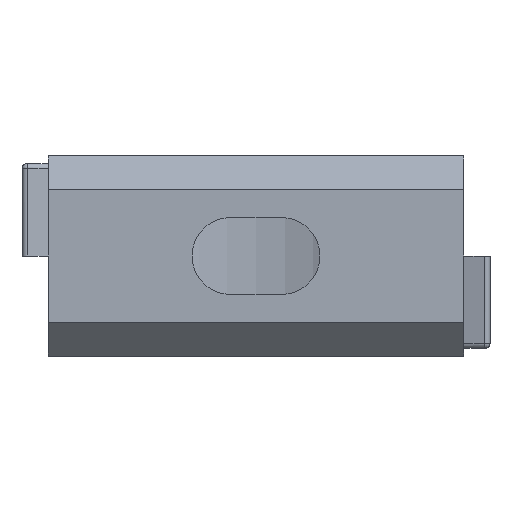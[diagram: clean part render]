
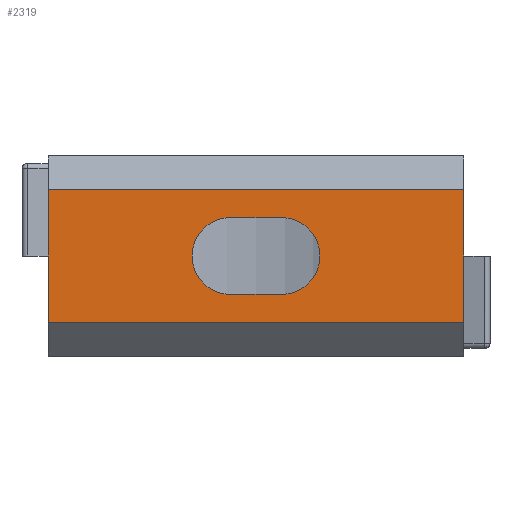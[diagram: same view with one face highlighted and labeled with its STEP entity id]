
A CAD part, front view. The second image highlights one B-rep face of the part: STEP entity #2319.
In plain terms, the highlighted planar face has unit normal (0, -1, 0).
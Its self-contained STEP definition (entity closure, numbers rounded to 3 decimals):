
#36 = CARTESIAN_POINT ( 'NONE',  ( 13.5, 0., 4.3 ) ) ;
#40 = EDGE_LOOP ( 'NONE', ( #2329, #2289, #2372, #2470 ) ) ;
#128 = EDGE_CURVE ( 'NONE', #2526, #3265, #2821, .T. ) ;
#228 = VERTEX_POINT ( 'NONE', #1683 ) ;
#235 = DIRECTION ( 'NONE',  ( 0., 0., 1. ) ) ;
#239 = VERTEX_POINT ( 'NONE', #3814 ) ;
#426 = VECTOR ( 'NONE', #3899, 1000. ) ;
#517 = VECTOR ( 'NONE', #3822, 1000. ) ;
#557 = EDGE_CURVE ( 'NONE', #2357, #1722, #1346, .T. ) ;
#647 = ORIENTED_EDGE ( 'NONE', *, *, #815, .F. ) ;
#675 = LINE ( 'NONE', #1127, #2983 ) ;
#767 = FACE_BOUND ( 'NONE', #40, .T. ) ;
#815 = EDGE_CURVE ( 'NONE', #2357, #239, #1423, .T. ) ;
#847 = VECTOR ( 'NONE', #1812, 1000. ) ;
#1049 = EDGE_CURVE ( 'NONE', #3265, #1099, #1379, .T. ) ;
#1099 = VERTEX_POINT ( 'NONE', #1397 ) ;
#1127 = CARTESIAN_POINT ( 'NONE',  ( 13.5, 0., 4.3 ) ) ;
#1166 = CARTESIAN_POINT ( 'NONE',  ( -1.65, 0., -2.5 ) ) ;
#1190 = ORIENTED_EDGE ( 'NONE', *, *, #3772, .F. ) ;
#1313 = AXIS2_PLACEMENT_3D ( 'NONE', #3190, #1387, #3515 ) ;
#1325 = DIRECTION ( 'NONE',  ( 0., 0., -1. ) ) ;
#1346 = LINE ( 'NONE', #3366, #2946 ) ;
#1379 = CIRCLE ( 'NONE', #1313, 2.5 ) ;
#1387 = DIRECTION ( 'NONE',  ( 0., 1., 0. ) ) ;
#1397 = CARTESIAN_POINT ( 'NONE',  ( 1.65, 0., -2.5 ) ) ;
#1414 = CARTESIAN_POINT ( 'NONE',  ( 1.65, 0., 2.5 ) ) ;
#1423 = LINE ( 'NONE', #1698, #517 ) ;
#1441 = DIRECTION ( 'NONE',  ( -1., 0., 0. ) ) ;
#1494 = CARTESIAN_POINT ( 'NONE',  ( -13.5, 0., -6.5 ) ) ;
#1537 = DIRECTION ( 'NONE',  ( 0., 0., 1. ) ) ;
#1675 = CIRCLE ( 'NONE', #3531, 2.5 ) ;
#1683 = CARTESIAN_POINT ( 'NONE',  ( -1.65, 0., -2.5 ) ) ;
#1698 = CARTESIAN_POINT ( 'NONE',  ( 13.5, 0., -4.3 ) ) ;
#1722 = VERTEX_POINT ( 'NONE', #36 ) ;
#1786 = DIRECTION ( 'NONE',  ( -1., 0., 0. ) ) ;
#1812 = DIRECTION ( 'NONE',  ( 0., 0., 1. ) ) ;
#1909 = CARTESIAN_POINT ( 'NONE',  ( -13.5, 0., 4.3 ) ) ;
#1957 = CARTESIAN_POINT ( 'NONE',  ( 13.5, 0., -4.3 ) ) ;
#2042 = DIRECTION ( 'NONE',  ( 0., 1., 0. ) ) ;
#2071 = ORIENTED_EDGE ( 'NONE', *, *, #2824, .T. ) ;
#2280 = FACE_OUTER_BOUND ( 'NONE', #2494, .T. ) ;
#2289 = ORIENTED_EDGE ( 'NONE', *, *, #2497, .T. ) ;
#2319 = ADVANCED_FACE ( 'NONE', ( #767, #2280 ), #2823, .T. ) ;
#2329 = ORIENTED_EDGE ( 'NONE', *, *, #1049, .T. ) ;
#2340 = ORIENTED_EDGE ( 'NONE', *, *, #557, .T. ) ;
#2352 = LINE ( 'NONE', #1494, #847 ) ;
#2357 = VERTEX_POINT ( 'NONE', #1957 ) ;
#2372 = ORIENTED_EDGE ( 'NONE', *, *, #2809, .T. ) ;
#2470 = ORIENTED_EDGE ( 'NONE', *, *, #128, .T. ) ;
#2494 = EDGE_LOOP ( 'NONE', ( #2340, #2071, #1190, #647 ) ) ;
#2497 = EDGE_CURVE ( 'NONE', #1099, #228, #3727, .T. ) ;
#2526 = VERTEX_POINT ( 'NONE', #3922 ) ;
#2586 = VERTEX_POINT ( 'NONE', #1909 ) ;
#2809 = EDGE_CURVE ( 'NONE', #228, #2526, #1675, .T. ) ;
#2821 = LINE ( 'NONE', #3279, #426 ) ;
#2823 = PLANE ( 'NONE',  #3204 ) ;
#2824 = EDGE_CURVE ( 'NONE', #1722, #2586, #675, .T. ) ;
#2887 = VECTOR ( 'NONE', #1786, 1000. ) ;
#2946 = VECTOR ( 'NONE', #1537, 1000. ) ;
#2983 = VECTOR ( 'NONE', #1441, 1000. ) ;
#3129 = DIRECTION ( 'NONE',  ( 0., -1., 0. ) ) ;
#3190 = CARTESIAN_POINT ( 'NONE',  ( 1.65, 0., 0. ) ) ;
#3204 = AXIS2_PLACEMENT_3D ( 'NONE', #3752, #3129, #1325 ) ;
#3265 = VERTEX_POINT ( 'NONE', #1414 ) ;
#3279 = CARTESIAN_POINT ( 'NONE',  ( -1.65, 0., 2.5 ) ) ;
#3366 = CARTESIAN_POINT ( 'NONE',  ( 13.5, 0., -6.5 ) ) ;
#3515 = DIRECTION ( 'NONE',  ( 0., 0., 1. ) ) ;
#3531 = AXIS2_PLACEMENT_3D ( 'NONE', #3863, #2042, #235 ) ;
#3727 = LINE ( 'NONE', #1166, #2887 ) ;
#3752 = CARTESIAN_POINT ( 'NONE',  ( -13.5, 0., -6.5 ) ) ;
#3772 = EDGE_CURVE ( 'NONE', #239, #2586, #2352, .T. ) ;
#3814 = CARTESIAN_POINT ( 'NONE',  ( -13.5, 0., -4.3 ) ) ;
#3822 = DIRECTION ( 'NONE',  ( -1., 0., 0. ) ) ;
#3863 = CARTESIAN_POINT ( 'NONE',  ( -1.65, 0., 0. ) ) ;
#3899 = DIRECTION ( 'NONE',  ( 1., 0., 0. ) ) ;
#3922 = CARTESIAN_POINT ( 'NONE',  ( -1.65, 0., 2.5 ) ) ;
